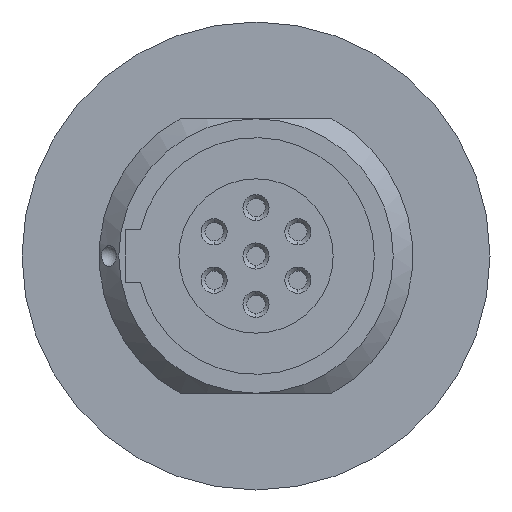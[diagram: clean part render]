
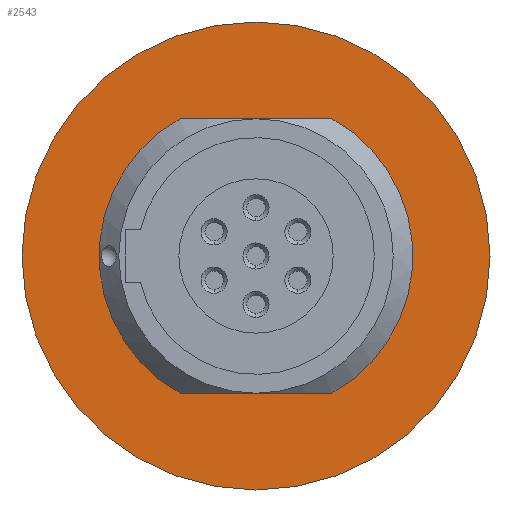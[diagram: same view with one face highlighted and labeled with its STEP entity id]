
A CAD part, left-side view. The second image highlights one B-rep face of the part: STEP entity #2543.
In plain terms, the highlighted planar face has unit normal (-1, 0, 0).
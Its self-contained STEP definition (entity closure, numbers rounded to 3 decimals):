
#137=CARTESIAN_POINT('',(-1.,0.,0.));
#138=DIRECTION('',(1.,0.,0.));
#139=DIRECTION('',(0.,0.484,-0.875));
#140=AXIS2_PLACEMENT_3D('',#137,#138,#139);
#146=CARTESIAN_POINT('',(-1.,0.,0.));
#147=DIRECTION('',(1.,0.,0.));
#148=DIRECTION('',(0.,-0.484,0.875));
#149=AXIS2_PLACEMENT_3D('',#146,#147,#148);
#159=CARTESIAN_POINT('',(-1.,0.,0.));
#160=DIRECTION('',(-1.,0.,0.));
#161=DIRECTION('',(0.,1.,0.));
#162=AXIS2_PLACEMENT_3D('',#159,#160,#161);
#164=CARTESIAN_POINT('',(-1.,0.,0.));
#165=DIRECTION('',(1.,0.,0.));
#166=DIRECTION('',(0.,1.,0.));
#167=AXIS2_PLACEMENT_3D('',#164,#165,#166);
#169=DIRECTION('',(0.,1.,0.));
#170=VECTOR('',#169,5.809);
#171=CARTESIAN_POINT('',(-1.,-2.905,-5.25));
#172=LINE('',#171,#170);
#1633=DIRECTION('',(0.,1.,0.));
#1634=VECTOR('',#1633,5.809);
#1635=CARTESIAN_POINT('',(-1.,-2.905,5.25));
#1636=LINE('',#1635,#1634);
#2353=CARTESIAN_POINT('',(-1.,2.905,5.25));
#2355=VERTEX_POINT('',#2353);
#2357=CARTESIAN_POINT('',(-1.,-2.905,5.25));
#2359=VERTEX_POINT('',#2357);
#2361=CARTESIAN_POINT('',(-1.,-2.905,-5.25));
#2363=VERTEX_POINT('',#2361);
#2365=CARTESIAN_POINT('',(-1.,2.905,-5.25));
#2367=VERTEX_POINT('',#2365);
#2371=CARTESIAN_POINT('',(-1.,8.95,0.));
#2373=VERTEX_POINT('',#2371);
#2375=CARTESIAN_POINT('',(-1.,-8.95,0.));
#2377=VERTEX_POINT('',#2375);
#2525=CARTESIAN_POINT('',(-1.,0.,0.));
#2526=DIRECTION('',(1.,0.,0.));
#2527=DIRECTION('',(0.,-1.,0.));
#2528=AXIS2_PLACEMENT_3D('',#2525,#2526,#2527);
#2529=PLANE('',#2528);
#2531=ORIENTED_EDGE('',*,*,#2530,.F.);
#2533=ORIENTED_EDGE('',*,*,#2532,.T.);
#2534=EDGE_LOOP('',(#2531,#2533));
#2535=FACE_OUTER_BOUND('',#2534,.F.);
#2536=ORIENTED_EDGE('',*,*,#2499,.F.);
#2538=ORIENTED_EDGE('',*,*,#2537,.T.);
#2539=ORIENTED_EDGE('',*,*,#2487,.F.);
#2540=ORIENTED_EDGE('',*,*,#2516,.F.);
#2541=EDGE_LOOP('',(#2536,#2538,#2539,#2540));
#2542=FACE_BOUND('',#2541,.F.);
#2543=ADVANCED_FACE('',(#2535,#2542),#2529,.F.);
#141=CIRCLE('',#140,6.);
#150=CIRCLE('',#149,6.);
#163=CIRCLE('',#162,8.95);
#168=CIRCLE('',#167,8.95);
#2487=EDGE_CURVE('',#2367,#2355,#141,.T.);
#2499=EDGE_CURVE('',#2359,#2363,#150,.T.);
#2516=EDGE_CURVE('',#2363,#2367,#172,.T.);
#2530=EDGE_CURVE('',#2373,#2377,#163,.T.);
#2532=EDGE_CURVE('',#2373,#2377,#168,.T.);
#2537=EDGE_CURVE('',#2359,#2355,#1636,.T.);
